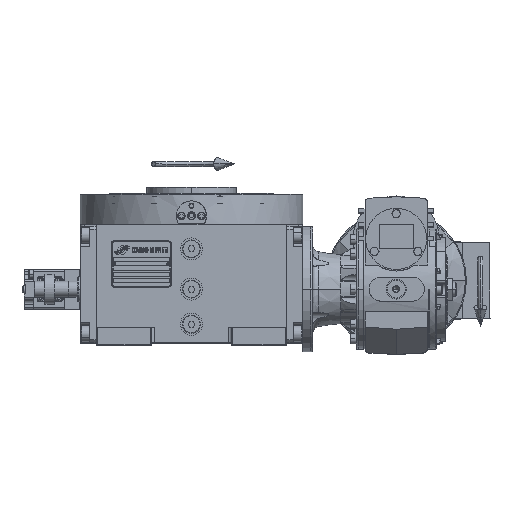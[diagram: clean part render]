
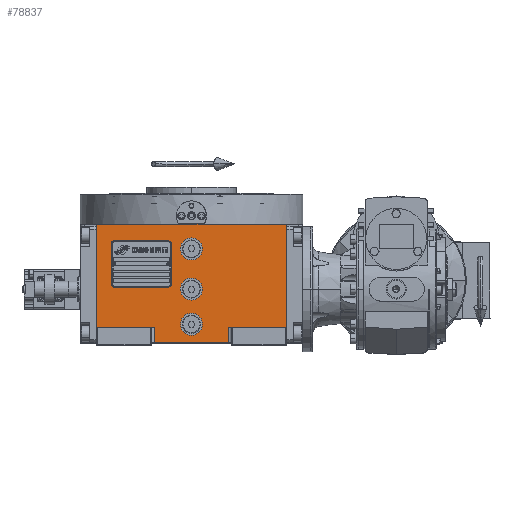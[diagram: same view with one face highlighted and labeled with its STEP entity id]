
A CAD part, top view. The second image highlights one B-rep face of the part: STEP entity #78837.
In plain terms, the highlighted planar face has unit normal (0, 0, 1).
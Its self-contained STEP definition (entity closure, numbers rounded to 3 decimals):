
#1060 = CIRCLE ( 'NONE', #70734, 11. ) ;
#4730 = VECTOR ( 'NONE', #9255, 1000. ) ;
#5277 = VERTEX_POINT ( 'NONE', #11968 ) ;
#6519 = DIRECTION ( 'NONE',  ( 0., 0., 1. ) ) ;
#6935 = DIRECTION ( 'NONE',  ( 0., 1., 0. ) ) ;
#9255 = DIRECTION ( 'NONE',  ( 0., 1., 0. ) ) ;
#10778 = DIRECTION ( 'NONE',  ( 0., 0., 1. ) ) ;
#11788 = CARTESIAN_POINT ( 'NONE',  ( -11., 0., 163.5 ) ) ;
#11968 = CARTESIAN_POINT ( 'NONE',  ( -11., -35., 163.5 ) ) ;
#12171 = EDGE_CURVE ( 'NONE', #112685, #15496, #91346, .T. ) ;
#12515 = ORIENTED_EDGE ( 'NONE', *, *, #95523, .F. ) ;
#15496 = VERTEX_POINT ( 'NONE', #66273 ) ;
#15965 = DIRECTION ( 'NONE',  ( 0., 1., 0. ) ) ;
#17712 = CARTESIAN_POINT ( 'NONE',  ( 0., 40., 163.5 ) ) ;
#18023 = CARTESIAN_POINT ( 'NONE',  ( -94.5, -38.5, 163.5 ) ) ;
#18593 = VERTEX_POINT ( 'NONE', #84730 ) ;
#18600 = LINE ( 'NONE', #104646, #4730 ) ;
#19088 = AXIS2_PLACEMENT_3D ( 'NONE', #49966, #116696, #31296 ) ;
#20767 = DIRECTION ( 'NONE',  ( 1., 0., 0. ) ) ;
#20900 = VECTOR ( 'NONE', #84113, 1000. ) ;
#21937 = CIRCLE ( 'NONE', #53764, 11. ) ;
#21990 = EDGE_CURVE ( 'NONE', #45599, #18593, #28136, .T. ) ;
#22320 = ORIENTED_EDGE ( 'NONE', *, *, #63801, .T. ) ;
#28136 = LINE ( 'NONE', #103574, #43871 ) ;
#30048 = CARTESIAN_POINT ( 'NONE',  ( 37., -38.5, 163.5 ) ) ;
#31296 = DIRECTION ( 'NONE',  ( -1., 0., 0. ) ) ;
#35844 = PLANE ( 'NONE',  #68175 ) ;
#36261 = AXIS2_PLACEMENT_3D ( 'NONE', #74718, #95269, #64751 ) ;
#36482 = CARTESIAN_POINT ( 'NONE',  ( 11., 0., 163.5 ) ) ;
#38799 = EDGE_LOOP ( 'NONE', ( #110281, #105758, #22320, #63617, #78296, #64075, #88023, #69613 ) ) ;
#39397 = VERTEX_POINT ( 'NONE', #11788 ) ;
#39506 = VECTOR ( 'NONE', #76797, 1000. ) ;
#41449 = DIRECTION ( 'NONE',  ( 1., 0., 0. ) ) ;
#41471 = VERTEX_POINT ( 'NONE', #89134 ) ;
#43871 = VECTOR ( 'NONE', #6935, 1000. ) ;
#44539 = DIRECTION ( 'NONE',  ( -1., 0., 0. ) ) ;
#44550 = FACE_BOUND ( 'NONE', #87629, .T. ) ;
#45172 = DIRECTION ( 'NONE',  ( 0., 0., 1. ) ) ;
#45524 = VERTEX_POINT ( 'NONE', #73487 ) ;
#45599 = VERTEX_POINT ( 'NONE', #115224 ) ;
#45799 = FACE_OUTER_BOUND ( 'NONE', #38799, .T. ) ;
#46701 = EDGE_CURVE ( 'NONE', #65094, #41471, #120933, .T. ) ;
#48455 = CARTESIAN_POINT ( 'NONE',  ( -11., 40., 163.5 ) ) ;
#49966 = CARTESIAN_POINT ( 'NONE',  ( 0., -35., 163.5 ) ) ;
#53297 = CIRCLE ( 'NONE', #123025, 11. ) ;
#53764 = AXIS2_PLACEMENT_3D ( 'NONE', #81496, #121399, #63999 ) ;
#55744 = DIRECTION ( 'NONE',  ( 0., 0., 1. ) ) ;
#56588 = EDGE_CURVE ( 'NONE', #45524, #97429, #53297, .T. ) ;
#59160 = DIRECTION ( 'NONE',  ( 0., -1., 0. ) ) ;
#60558 = EDGE_CURVE ( 'NONE', #83175, #18593, #60782, .T. ) ;
#60782 = LINE ( 'NONE', #108796, #101520 ) ;
#61570 = ORIENTED_EDGE ( 'NONE', *, *, #105550, .F. ) ;
#63617 = ORIENTED_EDGE ( 'NONE', *, *, #21990, .T. ) ;
#63801 = EDGE_CURVE ( 'NONE', #112685, #45599, #105457, .T. ) ;
#63865 = CARTESIAN_POINT ( 'NONE',  ( 0., 0., 163.5 ) ) ;
#63999 = DIRECTION ( 'NONE',  ( 1., 0., 0. ) ) ;
#64075 = ORIENTED_EDGE ( 'NONE', *, *, #83730, .F. ) ;
#64751 = DIRECTION ( 'NONE',  ( 1., 0., 0. ) ) ;
#65094 = VERTEX_POINT ( 'NONE', #107495 ) ;
#65742 = DIRECTION ( 'NONE',  ( 1., 0., 0. ) ) ;
#66273 = CARTESIAN_POINT ( 'NONE',  ( 37., -53.5, 163.5 ) ) ;
#66841 = VECTOR ( 'NONE', #15965, 1000. ) ;
#68175 = AXIS2_PLACEMENT_3D ( 'NONE', #120659, #45172, #65742 ) ;
#68371 = CARTESIAN_POINT ( 'NONE',  ( -94.5, 64.5, 163.5 ) ) ;
#69613 = ORIENTED_EDGE ( 'NONE', *, *, #104377, .F. ) ;
#70734 = AXIS2_PLACEMENT_3D ( 'NONE', #17712, #55744, #93779 ) ;
#72021 = CARTESIAN_POINT ( 'NONE',  ( 37., -38.5, 163.5 ) ) ;
#72270 = CIRCLE ( 'NONE', #100212, 11. ) ;
#73003 = EDGE_LOOP ( 'NONE', ( #88660, #117617 ) ) ;
#73487 = CARTESIAN_POINT ( 'NONE',  ( 11., 40., 163.5 ) ) ;
#73842 = CARTESIAN_POINT ( 'NONE',  ( -37., -53.5, 163.5 ) ) ;
#74718 = CARTESIAN_POINT ( 'NONE',  ( 0., -35., 163.5 ) ) ;
#76797 = DIRECTION ( 'NONE',  ( 1., 0., 0. ) ) ;
#78296 = ORIENTED_EDGE ( 'NONE', *, *, #60558, .F. ) ;
#78837 = ADVANCED_FACE ( 'NONE', ( #111273, #44550, #93198, #45799 ), #35844, .T. ) ;
#81496 = CARTESIAN_POINT ( 'NONE',  ( 0., 0., 163.5 ) ) ;
#83175 = VERTEX_POINT ( 'NONE', #68371 ) ;
#83730 = EDGE_CURVE ( 'NONE', #65094, #83175, #92664, .T. ) ;
#84113 = DIRECTION ( 'NONE',  ( 1., 0., 0. ) ) ;
#84730 = CARTESIAN_POINT ( 'NONE',  ( 94.5, 64.5, 163.5 ) ) ;
#87629 = EDGE_LOOP ( 'NONE', ( #120556, #12515 ) ) ;
#88023 = ORIENTED_EDGE ( 'NONE', *, *, #46701, .T. ) ;
#88660 = ORIENTED_EDGE ( 'NONE', *, *, #56588, .F. ) ;
#89134 = CARTESIAN_POINT ( 'NONE',  ( -37., -38.5, 163.5 ) ) ;
#89999 = CIRCLE ( 'NONE', #36261, 11. ) ;
#90104 = DIRECTION ( 'NONE',  ( 1., 0., 0. ) ) ;
#90947 = EDGE_CURVE ( 'NONE', #91919, #5277, #89999, .T. ) ;
#91346 = LINE ( 'NONE', #72021, #111280 ) ;
#91919 = VERTEX_POINT ( 'NONE', #117222 ) ;
#92664 = LINE ( 'NONE', #101380, #66841 ) ;
#93198 = FACE_BOUND ( 'NONE', #73003, .T. ) ;
#93779 = DIRECTION ( 'NONE',  ( -1., 0., 0. ) ) ;
#95269 = DIRECTION ( 'NONE',  ( 0., 0., 1. ) ) ;
#95523 = EDGE_CURVE ( 'NONE', #5277, #91919, #122704, .T. ) ;
#96183 = CARTESIAN_POINT ( 'NONE',  ( 0., 40., 163.5 ) ) ;
#96752 = EDGE_LOOP ( 'NONE', ( #114405, #61570 ) ) ;
#96798 = CARTESIAN_POINT ( 'NONE',  ( -37., -53.5, 163.5 ) ) ;
#97429 = VERTEX_POINT ( 'NONE', #48455 ) ;
#100119 = VECTOR ( 'NONE', #90104, 1000. ) ;
#100212 = AXIS2_PLACEMENT_3D ( 'NONE', #63865, #6519, #44539 ) ;
#100947 = EDGE_CURVE ( 'NONE', #114763, #39397, #21937, .T. ) ;
#101380 = CARTESIAN_POINT ( 'NONE',  ( -94.5, -38.5, 163.5 ) ) ;
#101520 = VECTOR ( 'NONE', #41449, 1000. ) ;
#103574 = CARTESIAN_POINT ( 'NONE',  ( 94.5, -38.5, 163.5 ) ) ;
#104377 = EDGE_CURVE ( 'NONE', #117497, #41471, #18600, .T. ) ;
#104646 = CARTESIAN_POINT ( 'NONE',  ( -37., -53.5, 163.5 ) ) ;
#105457 = LINE ( 'NONE', #30048, #39506 ) ;
#105550 = EDGE_CURVE ( 'NONE', #39397, #114763, #72270, .T. ) ;
#105569 = EDGE_CURVE ( 'NONE', #117497, #15496, #121253, .T. ) ;
#105758 = ORIENTED_EDGE ( 'NONE', *, *, #12171, .F. ) ;
#107495 = CARTESIAN_POINT ( 'NONE',  ( -94.5, -38.5, 163.5 ) ) ;
#108796 = CARTESIAN_POINT ( 'NONE',  ( -94.5, 64.5, 163.5 ) ) ;
#110281 = ORIENTED_EDGE ( 'NONE', *, *, #105569, .T. ) ;
#111273 = FACE_BOUND ( 'NONE', #96752, .T. ) ;
#111280 = VECTOR ( 'NONE', #59160, 1000. ) ;
#112685 = VERTEX_POINT ( 'NONE', #122442 ) ;
#114405 = ORIENTED_EDGE ( 'NONE', *, *, #100947, .F. ) ;
#114763 = VERTEX_POINT ( 'NONE', #36482 ) ;
#115224 = CARTESIAN_POINT ( 'NONE',  ( 94.5, -38.5, 163.5 ) ) ;
#116696 = DIRECTION ( 'NONE',  ( 0., 0., 1. ) ) ;
#117222 = CARTESIAN_POINT ( 'NONE',  ( 11., -35., 163.5 ) ) ;
#117497 = VERTEX_POINT ( 'NONE', #96798 ) ;
#117617 = ORIENTED_EDGE ( 'NONE', *, *, #120390, .F. ) ;
#120390 = EDGE_CURVE ( 'NONE', #97429, #45524, #1060, .T. ) ;
#120556 = ORIENTED_EDGE ( 'NONE', *, *, #90947, .F. ) ;
#120659 = CARTESIAN_POINT ( 'NONE',  ( -94.5, -53.5, 163.5 ) ) ;
#120933 = LINE ( 'NONE', #18023, #20900 ) ;
#121253 = LINE ( 'NONE', #73842, #100119 ) ;
#121399 = DIRECTION ( 'NONE',  ( 0., 0., 1. ) ) ;
#122442 = CARTESIAN_POINT ( 'NONE',  ( 37., -38.5, 163.5 ) ) ;
#122704 = CIRCLE ( 'NONE', #19088, 11. ) ;
#123025 = AXIS2_PLACEMENT_3D ( 'NONE', #96183, #10778, #20767 ) ;
